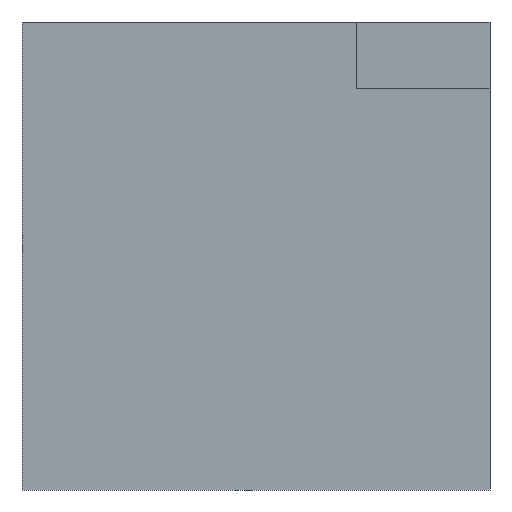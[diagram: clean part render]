
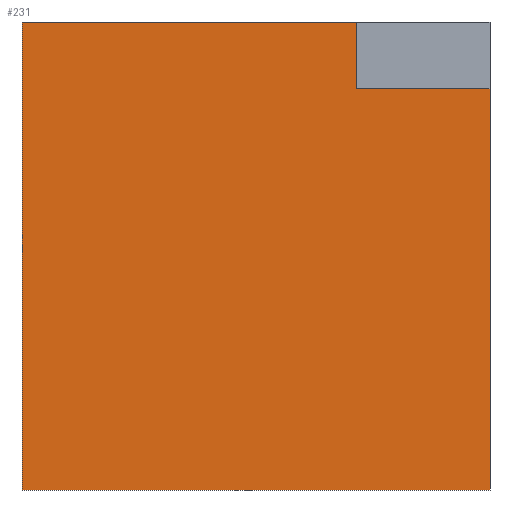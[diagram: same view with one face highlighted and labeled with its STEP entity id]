
A CAD part, left-side view. The second image highlights one B-rep face of the part: STEP entity #231.
In plain terms, the highlighted planar face has unit normal (-1, 0, 0).
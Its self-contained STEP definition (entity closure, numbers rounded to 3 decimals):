
#1=DIRECTION('',(0.,-1.,0.));
#2=VECTOR('',#1,35.);
#3=CARTESIAN_POINT('',(-17.5,17.5,20.));
#4=LINE('',#3,#2);
#17=DIRECTION('',(0.,1.,0.));
#18=VECTOR('',#17,10.);
#19=CARTESIAN_POINT('',(-17.5,-17.5,50.));
#20=LINE('',#19,#18);
#21=DIRECTION('',(0.,0.,1.));
#22=VECTOR('',#21,35.);
#23=CARTESIAN_POINT('',(-17.5,17.5,20.));
#24=LINE('',#23,#22);
#25=DIRECTION('',(0.,0.,-1.));
#26=VECTOR('',#25,5.);
#27=CARTESIAN_POINT('',(-17.5,-7.5,55.));
#28=LINE('',#27,#26);
#65=DIRECTION('',(0.,-1.,0.));
#66=VECTOR('',#65,25.);
#67=CARTESIAN_POINT('',(-17.5,17.5,55.));
#68=LINE('',#67,#66);
#123=DIRECTION('',(0.,0.,1.));
#124=VECTOR('',#123,30.);
#125=CARTESIAN_POINT('',(-17.5,-17.5,20.));
#126=LINE('',#125,#124);
#149=CARTESIAN_POINT('',(-17.5,17.5,20.));
#150=CARTESIAN_POINT('',(-17.5,-17.5,20.));
#151=VERTEX_POINT('',#149);
#152=VERTEX_POINT('',#150);
#157=CARTESIAN_POINT('',(-17.5,17.5,55.));
#158=VERTEX_POINT('',#157);
#165=CARTESIAN_POINT('',(-17.5,-7.5,55.));
#166=VERTEX_POINT('',#165);
#167=CARTESIAN_POINT('',(-17.5,-17.5,50.));
#168=CARTESIAN_POINT('',(-17.5,-7.5,50.));
#169=VERTEX_POINT('',#167);
#170=VERTEX_POINT('',#168);
#213=CARTESIAN_POINT('',(-17.5,17.5,20.));
#214=DIRECTION('',(-1.,0.,0.));
#215=DIRECTION('',(0.,-1.,0.));
#216=AXIS2_PLACEMENT_3D('',#213,#214,#215);
#217=PLANE('',#216);
#219=ORIENTED_EDGE('',*,*,#218,.F.);
#221=ORIENTED_EDGE('',*,*,#220,.F.);
#222=ORIENTED_EDGE('',*,*,#202,.F.);
#224=ORIENTED_EDGE('',*,*,#223,.T.);
#226=ORIENTED_EDGE('',*,*,#225,.T.);
#228=ORIENTED_EDGE('',*,*,#227,.T.);
#229=EDGE_LOOP('',(#219,#221,#222,#224,#226,#228));
#230=FACE_OUTER_BOUND('',#229,.F.);
#231=ADVANCED_FACE('',(#230),#217,.T.);
#202=EDGE_CURVE('',#151,#152,#4,.T.);
#218=EDGE_CURVE('',#169,#170,#20,.T.);
#220=EDGE_CURVE('',#152,#169,#126,.T.);
#223=EDGE_CURVE('',#151,#158,#24,.T.);
#225=EDGE_CURVE('',#158,#166,#68,.T.);
#227=EDGE_CURVE('',#166,#170,#28,.T.);
